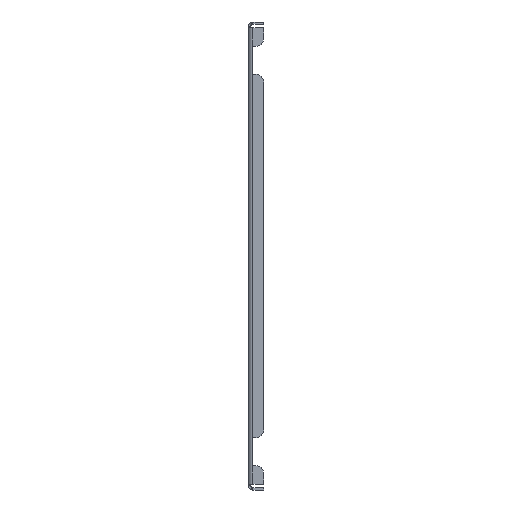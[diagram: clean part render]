
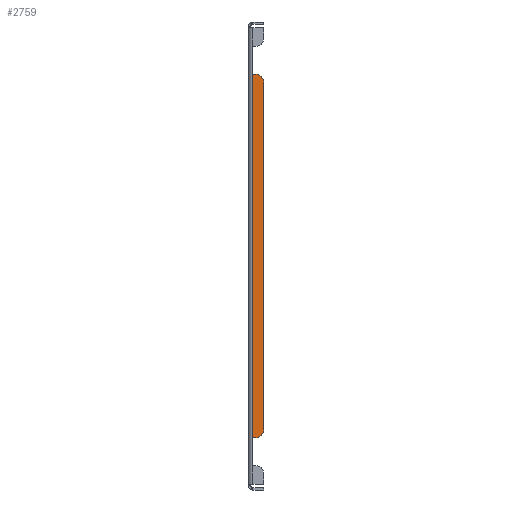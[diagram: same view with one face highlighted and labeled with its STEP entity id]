
A CAD part, left-side view. The second image highlights one B-rep face of the part: STEP entity #2759.
In plain terms, the highlighted planar face has unit normal (-1, 0, 0).
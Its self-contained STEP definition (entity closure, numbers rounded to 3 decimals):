
#59 = EDGE_CURVE ( 'NONE', #2634, #1977, #3092, .T. ) ;
#106 = LINE ( 'NONE', #2235, #449 ) ;
#390 = EDGE_CURVE ( 'NONE', #504, #468, #391, .T. ) ;
#391 = CIRCLE ( 'NONE', #712, 5. ) ;
#449 = VECTOR ( 'NONE', #1644, 1000. ) ;
#458 = VERTEX_POINT ( 'NONE', #2318 ) ;
#468 = VERTEX_POINT ( 'NONE', #562 ) ;
#469 = DIRECTION ( 'NONE',  ( -1., 0., 0. ) ) ;
#504 = VERTEX_POINT ( 'NONE', #2021 ) ;
#528 = EDGE_CURVE ( 'NONE', #2634, #3307, #2457, .T. ) ;
#562 = CARTESIAN_POINT ( 'NONE',  ( -273.5, -5., 116.5 ) ) ;
#563 = EDGE_CURVE ( 'NONE', #458, #468, #3293, .T. ) ;
#712 = AXIS2_PLACEMENT_3D ( 'NONE', #2041, #2879, #3522 ) ;
#737 = EDGE_CURVE ( 'NONE', #504, #1977, #2194, .T. ) ;
#941 = CARTESIAN_POINT ( 'NONE',  ( -273.5, 270.693, -116.5 ) ) ;
#1024 = ORIENTED_EDGE ( 'NONE', *, *, #390, .T. ) ;
#1068 = ORIENTED_EDGE ( 'NONE', *, *, #59, .T. ) ;
#1127 = VECTOR ( 'NONE', #1844, 1000. ) ;
#1269 = DIRECTION ( 'NONE',  ( -1., 0., 0. ) ) ;
#1341 = CARTESIAN_POINT ( 'NONE',  ( -273.5, 270.693, 0. ) ) ;
#1362 = CARTESIAN_POINT ( 'NONE',  ( -273.5, -10., -111.5 ) ) ;
#1568 = DIRECTION ( 'NONE',  ( 0., 0., 1. ) ) ;
#1571 = DIRECTION ( 'NONE',  ( 0., -1., 0. ) ) ;
#1644 = DIRECTION ( 'NONE',  ( 0., 0., -1. ) ) ;
#1712 = CARTESIAN_POINT ( 'NONE',  ( -273.5, -3., -116.5 ) ) ;
#1844 = DIRECTION ( 'NONE',  ( 0., 1., 0. ) ) ;
#1977 = VERTEX_POINT ( 'NONE', #1362 ) ;
#1994 = ORIENTED_EDGE ( 'NONE', *, *, #2481, .T. ) ;
#2021 = CARTESIAN_POINT ( 'NONE',  ( -273.5, -10., 111.5 ) ) ;
#2041 = CARTESIAN_POINT ( 'NONE',  ( -273.5, -5., 111.5 ) ) ;
#2194 = LINE ( 'NONE', #3438, #2764 ) ;
#2235 = CARTESIAN_POINT ( 'NONE',  ( -273.5, -3., 0. ) ) ;
#2318 = CARTESIAN_POINT ( 'NONE',  ( -273.5, -3., 116.5 ) ) ;
#2457 = LINE ( 'NONE', #941, #1127 ) ;
#2481 = EDGE_CURVE ( 'NONE', #458, #3307, #106, .T. ) ;
#2551 = DIRECTION ( 'NONE',  ( 0., 0., -1. ) ) ;
#2634 = VERTEX_POINT ( 'NONE', #3248 ) ;
#2715 = AXIS2_PLACEMENT_3D ( 'NONE', #1341, #1269, #1568 ) ;
#2759 = ADVANCED_FACE ( 'NONE', ( #2833 ), #3667, .T. ) ;
#2764 = VECTOR ( 'NONE', #2551, 1000. ) ;
#2809 = EDGE_LOOP ( 'NONE', ( #3138, #1024, #3825, #1994, #2869, #1068 ) ) ;
#2833 = FACE_OUTER_BOUND ( 'NONE', #2809, .T. ) ;
#2839 = AXIS2_PLACEMENT_3D ( 'NONE', #3771, #469, #3139 ) ;
#2869 = ORIENTED_EDGE ( 'NONE', *, *, #528, .F. ) ;
#2879 = DIRECTION ( 'NONE',  ( -1., 0., 0. ) ) ;
#3018 = CARTESIAN_POINT ( 'NONE',  ( -273.5, 270.693, 116.5 ) ) ;
#3092 = CIRCLE ( 'NONE', #2839, 5. ) ;
#3138 = ORIENTED_EDGE ( 'NONE', *, *, #737, .F. ) ;
#3139 = DIRECTION ( 'NONE',  ( 0., -1., 0. ) ) ;
#3248 = CARTESIAN_POINT ( 'NONE',  ( -273.5, -5., -116.5 ) ) ;
#3293 = LINE ( 'NONE', #3018, #3506 ) ;
#3307 = VERTEX_POINT ( 'NONE', #1712 ) ;
#3438 = CARTESIAN_POINT ( 'NONE',  ( -273.5, -10., -146.346 ) ) ;
#3506 = VECTOR ( 'NONE', #1571, 1000. ) ;
#3522 = DIRECTION ( 'NONE',  ( 0., -1., 0. ) ) ;
#3667 = PLANE ( 'NONE',  #2715 ) ;
#3771 = CARTESIAN_POINT ( 'NONE',  ( -273.5, -5., -111.5 ) ) ;
#3825 = ORIENTED_EDGE ( 'NONE', *, *, #563, .F. ) ;
